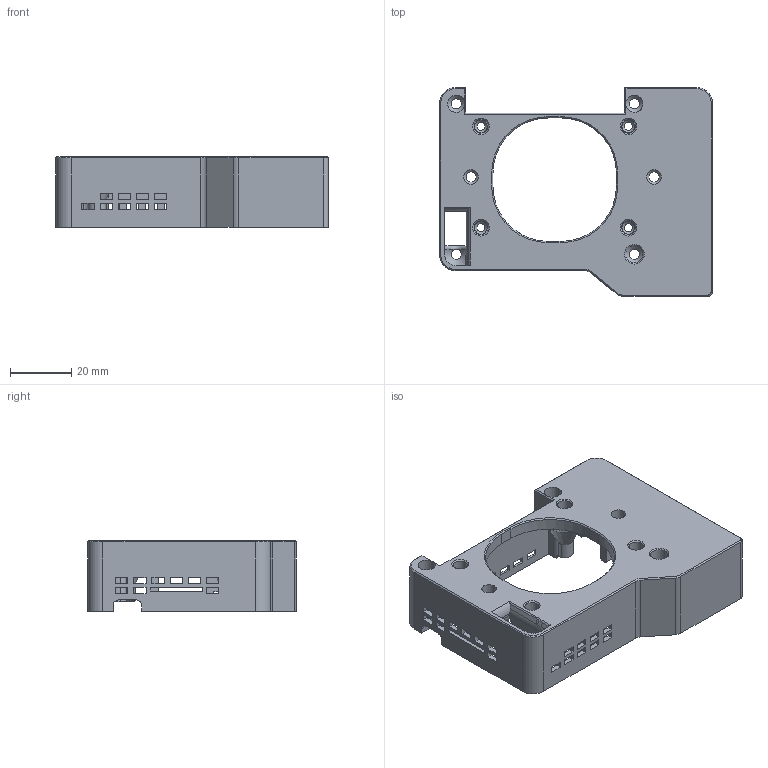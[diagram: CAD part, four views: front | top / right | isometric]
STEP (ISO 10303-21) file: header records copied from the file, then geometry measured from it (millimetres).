
FILE_DESCRIPTION(/* description */ (''),/* implementation_level */ '2;1');
FILE_NAME(/* name */ 'CM4_Case_Top.stp',/* time_stamp */ '2022-07-31T16:33:31+02:00',/* author */ ('Rama'),/* organization */ (''),/* preprocessor_version */ 'ST-DEVELOPER v18.1',/* originating_system */ 'Autodesk Inventor 2022',/* authorisation */ '');
FILE_SCHEMA (('AUTOMOTIVE_DESIGN { 1 0 10303 214 3 1 1 }'));
Length unit declared in the file: millimetre
Products named in the file (1): CM4_Case_Top
Bounding box: 88.76 x 67.96 x 23 mm (x, y, z)
Volume: 34057.8 mm3; surface area: 23164.9 mm2
Topology: 1 solids, 1 shells, 373 faces, 1051 edges, 679 vertices
Faces by surface type: plane 241, cylinder 66, cone 53, bspline 8, torus 5
Full cylindrical faces by diameter (mm): 2.68 x4, 3.34 x6, 4.6 x4, 4.7 x2, 5.6 x3, 5.8 x2, 6.3 x1, 7.1 x2
Entity records: 12994 total; most frequent: CARTESIAN_POINT 3229, ORIENTED_EDGE 2102, DIRECTION 1898, EDGE_CURVE 1051, LINE 746, VECTOR 746, VERTEX_POINT 679, AXIS2_PLACEMENT_3D 576
